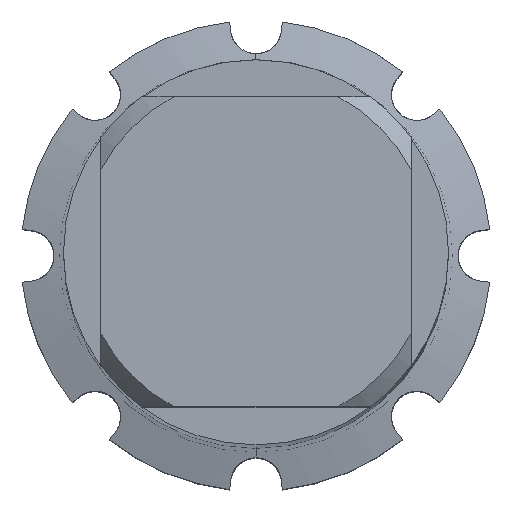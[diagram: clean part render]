
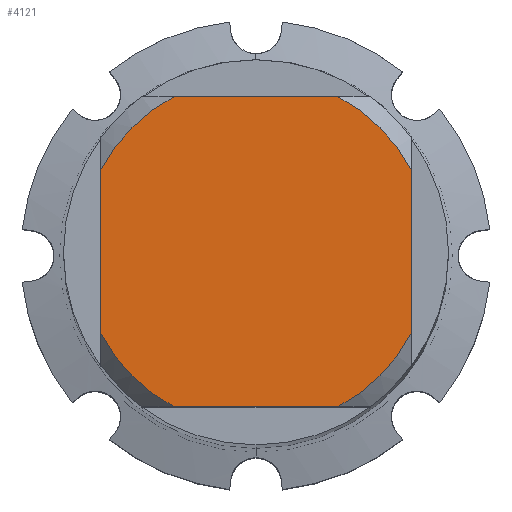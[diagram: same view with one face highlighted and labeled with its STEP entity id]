
A CAD part, top view. The second image highlights one B-rep face of the part: STEP entity #4121.
In plain terms, the highlighted planar face has unit normal (0, 0, 1).
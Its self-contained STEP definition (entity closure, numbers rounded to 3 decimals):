
#3563=VERTEX_POINT('',#10448);
#3681=EDGE_CURVE('',#3563,#6081,#10576,.T.);
#4075=EDGE_CURVE('',#3563,#4853,#10993,.T.);
#4121=ADVANCED_FACE('',(#11041),#11042,.T.);
#4237=VERTEX_POINT('',#11167);
#4853=VERTEX_POINT('',#11837);
#5301=VERTEX_POINT('',#12325);
#5317=EDGE_CURVE('',#9623,#6081,#12342,.T.);
#5467=EDGE_CURVE('',#9229,#4853,#12500,.T.);
#5643=EDGE_CURVE('',#9623,#4237,#12690,.T.);
#5903=EDGE_CURVE('',#9525,#4237,#12971,.T.);
#6081=VERTEX_POINT('',#13159);
#8383=EDGE_CURVE('',#9229,#5301,#15662,.T.);
#8767=EDGE_CURVE('',#9525,#5301,#16086,.T.);
#9229=VERTEX_POINT('',#16590);
#9525=VERTEX_POINT('',#16910);
#9623=VERTEX_POINT('',#17018);
#10448=CARTESIAN_POINT('',(-7.25,3.831,0.0));
#10576=LINE('',#18253,#18254);
#10993=CIRCLE('',#19038,8.2);
#11041=FACE_OUTER_BOUND('',#19135,.T.);
#11042=PLANE('',#19136);
#11167=CARTESIAN_POINT('',(3.831,-7.25,0.0));
#11837=CARTESIAN_POINT('',(-3.831,7.25,0.0));
#12325=CARTESIAN_POINT('',(7.25,3.831,0.0));
#12342=CIRCLE('',#21517,8.2);
#12500=LINE('',#21856,#21857);
#12690=LINE('',#22180,#22181);
#12971=CIRCLE('',#22681,8.2);
#13159=CARTESIAN_POINT('',(-7.25,-3.831,0.0));
#15662=CIRCLE('',#27577,8.2);
#16086=LINE('',#28239,#28240);
#16590=CARTESIAN_POINT('',(3.831,7.25,0.0));
#16910=CARTESIAN_POINT('',(7.25,-3.831,0.0));
#17018=CARTESIAN_POINT('',(-3.831,-7.25,0.0));
#18253=CARTESIAN_POINT('',(-7.25,2.05,0.0));
#18254=VECTOR('',#31631,1.0);
#19038=AXIS2_PLACEMENT_3D('',#31960,#31961,#31962);
#19135=EDGE_LOOP('',(#32002,#32003,#32004,#32005,#32006,#32007,#32008,#32009));
#19136=AXIS2_PLACEMENT_3D('',#32010,#32011,#32012);
#21517=AXIS2_PLACEMENT_3D('',#33478,#33479,#33480);
#21856=CARTESIAN_POINT('',(0.0,7.25,0.0));
#21857=VECTOR('',#33609,1.0);
#22180=CARTESIAN_POINT('',(0.0,-7.25,0.0));
#22181=VECTOR('',#33793,1.0);
#22681=AXIS2_PLACEMENT_3D('',#34047,#34048,#34049);
#27577=AXIS2_PLACEMENT_3D('',#36896,#36897,#36898);
#28239=CARTESIAN_POINT('',(7.25,2.05,0.0));
#28240=VECTOR('',#37366,1.0);
#31631=DIRECTION('',(-0.0,-1.0,0.0));
#31960=CARTESIAN_POINT('',(0.0,0.0,0.0));
#31961=DIRECTION('',(0.0,0.0,-1.0));
#31962=DIRECTION('',(0.0,1.0,0.0));
#32002=ORIENTED_EDGE('',*,*,#3681,.T.);
#32003=ORIENTED_EDGE('',*,*,#5317,.F.);
#32004=ORIENTED_EDGE('',*,*,#5643,.T.);
#32005=ORIENTED_EDGE('',*,*,#5903,.F.);
#32006=ORIENTED_EDGE('',*,*,#8767,.T.);
#32007=ORIENTED_EDGE('',*,*,#8383,.F.);
#32008=ORIENTED_EDGE('',*,*,#5467,.T.);
#32009=ORIENTED_EDGE('',*,*,#4075,.F.);
#32010=CARTESIAN_POINT('',(0.0,4.1,0.0));
#32011=DIRECTION('',(-0.0,0.0,1.0));
#32012=DIRECTION('',(0.0,-1.0,0.0));
#33478=CARTESIAN_POINT('',(0.0,0.0,0.0));
#33479=DIRECTION('',(0.0,0.0,-1.0));
#33480=DIRECTION('',(0.0,1.0,0.0));
#33609=DIRECTION('',(-1.0,0.0,0.0));
#33793=DIRECTION('',(1.0,0.0,0.0));
#34047=CARTESIAN_POINT('',(0.0,0.0,0.0));
#34048=DIRECTION('',(0.0,0.0,-1.0));
#34049=DIRECTION('',(0.0,1.0,0.0));
#36896=CARTESIAN_POINT('',(0.0,0.0,0.0));
#36897=DIRECTION('',(0.0,0.0,-1.0));
#36898=DIRECTION('',(0.0,1.0,0.0));
#37366=DIRECTION('',(-0.0,1.0,0.0));
